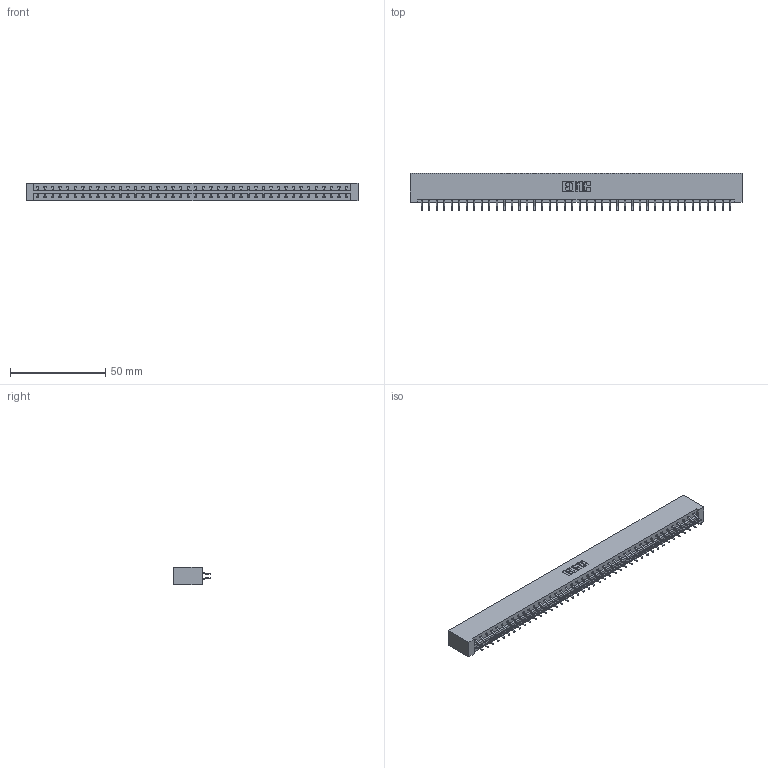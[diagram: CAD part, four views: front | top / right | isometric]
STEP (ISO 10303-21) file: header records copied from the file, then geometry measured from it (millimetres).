
FILE_DESCRIPTION (( 'STEP AP203' ), '1' );
FILE_NAME ('333-084-556-201.STEP', '2018-08-05T05:02:06', ( '' ), ( '' ), 'SwSTEP 2.0', 'SolidWorks 2016', '' );
FILE_SCHEMA (( 'CONFIG_CONTROL_DESIGN' ));
Length unit declared in the file: inch
Products named in the file (3): 345-292-001_556 Tail; 333-084-556-201; 333 Part_Lugless
Assembly tree (85 placements, depth 2):
  333-084-556-201
    333 Part_Lugless
    345-292-001_556 Tail  x84
Bounding box: 174.68 x 19.57 x 9.4 mm (x, y, z)
Volume: 18462.3 mm3; surface area: 21768.5 mm2
Topology: 85 solids, 85 shells, 4978 faces, 14819 edges, 9766 vertices
Faces by surface type: plane 3426, cylinder 1552
Entity records: 26963 total; most frequent: CARTESIAN_POINT 4482, ORIENTED_EDGE 4406, DIRECTION 3811, EDGE_CURVE 2203, VECTOR 2075, LINE 2075, VERTEX_POINT 1466, AXIS2_PLACEMENT_3D 868
